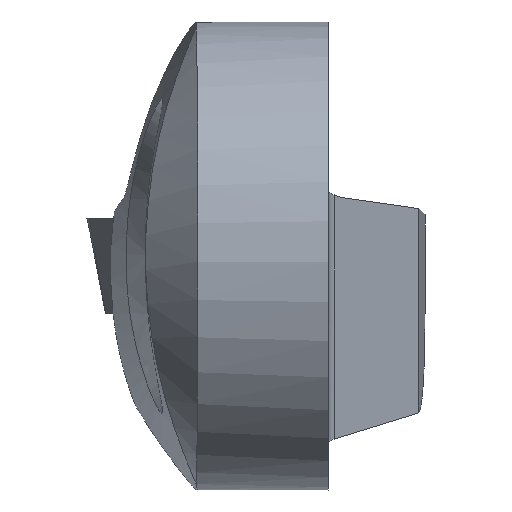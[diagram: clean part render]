
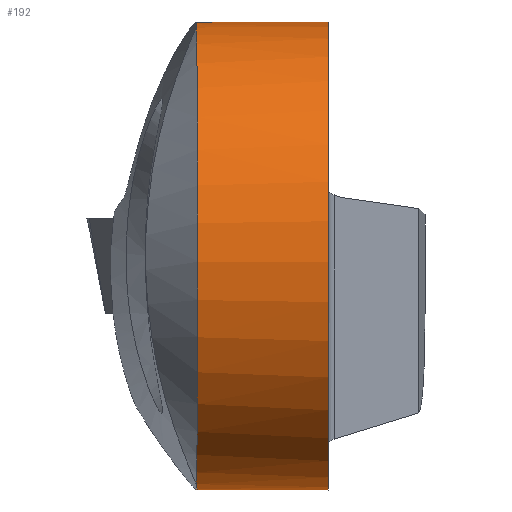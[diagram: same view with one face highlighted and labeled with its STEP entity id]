
A CAD part, top view. The second image highlights one B-rep face of the part: STEP entity #192.
In plain terms, the highlighted cylindrical face has radius 4.85 mm (diameter 9.7 mm), a partial arc.
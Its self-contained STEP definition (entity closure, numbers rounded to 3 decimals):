
#111=CIRCLE('',#896,4.85);
#160=FACE_OUTER_BOUND('',#403,.T.);
#192=ADVANCED_FACE('',(#160),#232,.T.);
#232=CYLINDRICAL_SURFACE('',#900,4.85);
#262=LINE('',#1327,#320);
#263=LINE('',#1328,#321);
#320=VECTOR('',#1019,1.);
#321=VECTOR('',#1020,1.);
#403=EDGE_LOOP('',(#487,#488,#489,#490,#491,#492));
#487=ORIENTED_EDGE('',*,*,#743,.F.);
#488=ORIENTED_EDGE('',*,*,#720,.T.);
#489=ORIENTED_EDGE('',*,*,#744,.T.);
#490=ORIENTED_EDGE('',*,*,#739,.T.);
#491=ORIENTED_EDGE('',*,*,#745,.F.);
#492=ORIENTED_EDGE('',*,*,#722,.T.);
#652=VERTEX_POINT('',#1241);
#653=VERTEX_POINT('',#1246);
#654=VERTEX_POINT('',#1257);
#655=VERTEX_POINT('',#1264);
#666=VERTEX_POINT('',#1303);
#669=VERTEX_POINT('',#1308);
#720=EDGE_CURVE('',#653,#652,#812,.T.);
#722=EDGE_CURVE('',#655,#654,#814,.T.);
#739=EDGE_CURVE('',#666,#669,#111,.T.);
#743=EDGE_CURVE('',#653,#654,#816,.T.);
#744=EDGE_CURVE('',#652,#666,#262,.T.);
#745=EDGE_CURVE('',#655,#669,#263,.T.);
#812=B_SPLINE_CURVE_WITH_KNOTS('',3,(#1242,#1243,#1244,#1245),
 .UNSPECIFIED.,.F.,.F.,(4,4),(0.,1.),.UNSPECIFIED.);
#814=B_SPLINE_CURVE_WITH_KNOTS('',3,(#1258,#1259,#1260,#1261,#1262,#1263),
 .UNSPECIFIED.,.F.,.F.,(4,2,4),(0.,0.5,1.),.UNSPECIFIED.);
#816=B_SPLINE_CURVE_WITH_KNOTS('',3,(#1317,#1318,#1319,#1320,#1321,#1322,
#1323,#1324,#1325,#1326),.UNSPECIFIED.,.F.,.F.,(4,2,2,2,4),(0.,0.25,0.5,
0.75,1.),.UNSPECIFIED.);
#896=AXIS2_PLACEMENT_3D('',#1309,#1009,#1010);
#900=AXIS2_PLACEMENT_3D('',#1329,#1021,#1022);
#1009=DIRECTION('',(-1.,0.,0.));
#1010=DIRECTION('',(0.,0.,1.));
#1019=DIRECTION('',(1.,0.,0.));
#1020=DIRECTION('',(1.,0.,0.));
#1021=DIRECTION('',(1.,0.,0.));
#1022=DIRECTION('',(0.,0.,-1.));
#1241=CARTESIAN_POINT('',(-2.827,-4.761,-0.927));
#1242=CARTESIAN_POINT('',(-2.739,-4.731,1.069));
#1243=CARTESIAN_POINT('',(-2.693,-4.879,0.414));
#1244=CARTESIAN_POINT('',(-2.723,-4.889,-0.269));
#1245=CARTESIAN_POINT('',(-2.827,-4.761,-0.927));
#1246=CARTESIAN_POINT('',(-2.739,-4.731,1.069));
#1257=CARTESIAN_POINT('',(-2.739,4.731,1.069));
#1258=CARTESIAN_POINT('',(-3.859,2.591,-4.1));
#1259=CARTESIAN_POINT('',(-3.605,3.433,-3.568));
#1260=CARTESIAN_POINT('',(-3.273,4.078,-2.805));
#1261=CARTESIAN_POINT('',(-2.792,4.85,-0.988));
#1262=CARTESIAN_POINT('',(-2.67,4.954,0.081));
#1263=CARTESIAN_POINT('',(-2.739,4.731,1.069));
#1264=CARTESIAN_POINT('',(-3.859,2.591,-4.1));
#1303=CARTESIAN_POINT('',(0.,-4.761,-0.927));
#1308=CARTESIAN_POINT('',(0.,2.591,-4.1));
#1309=CARTESIAN_POINT('',(0.,0.,0.));
#1317=CARTESIAN_POINT('',(-2.739,-4.731,1.069));
#1318=CARTESIAN_POINT('',(-2.728,-4.49,2.135));
#1319=CARTESIAN_POINT('',(-2.718,-3.88,3.108));
#1320=CARTESIAN_POINT('',(-2.704,-2.176,4.47));
#1321=CARTESIAN_POINT('',(-2.7,-1.091,4.85));
#1322=CARTESIAN_POINT('',(-2.7,1.091,4.85));
#1323=CARTESIAN_POINT('',(-2.704,2.176,4.47));
#1324=CARTESIAN_POINT('',(-2.718,3.88,3.108));
#1325=CARTESIAN_POINT('',(-2.728,4.49,2.133));
#1326=CARTESIAN_POINT('',(-2.739,4.731,1.069));
#1327=CARTESIAN_POINT('',(-5.,-4.761,-0.927));
#1328=CARTESIAN_POINT('',(-5.,2.591,-4.1));
#1329=CARTESIAN_POINT('',(-5.,0.,0.));
